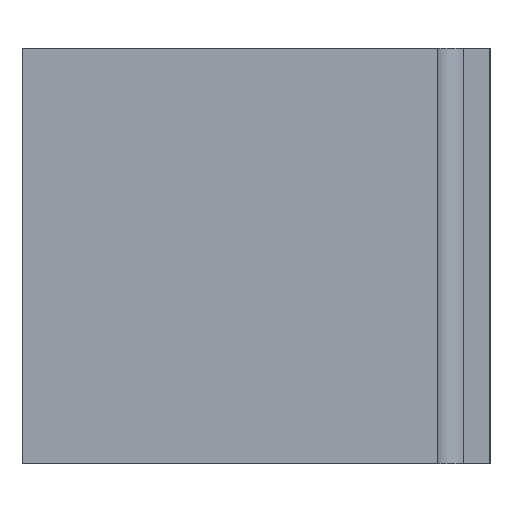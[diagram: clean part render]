
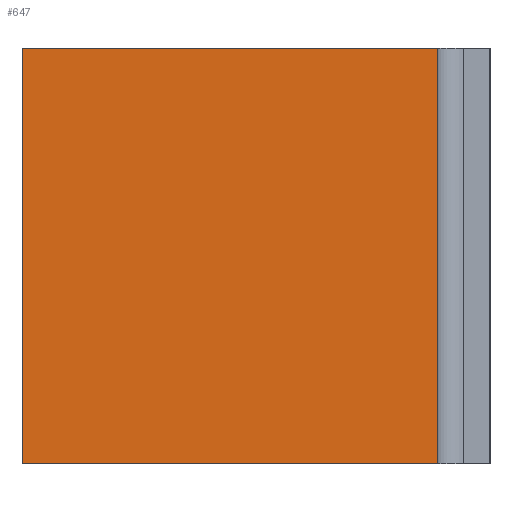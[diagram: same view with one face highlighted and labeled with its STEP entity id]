
A CAD part, left-side view. The second image highlights one B-rep face of the part: STEP entity #647.
In plain terms, the highlighted planar face has unit normal (-1, 0, 0).
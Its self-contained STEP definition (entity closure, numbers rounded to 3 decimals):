
#13 = VECTOR ( 'NONE', #627, 1000. ) ;
#34 = EDGE_CURVE ( 'NONE', #485, #716, #758, .T. ) ;
#52 = FACE_OUTER_BOUND ( 'NONE', #265, .T. ) ;
#54 = PLANE ( 'NONE',  #381 ) ;
#98 = ORIENTED_EDGE ( 'NONE', *, *, #631, .F. ) ;
#115 = CARTESIAN_POINT ( 'NONE',  ( -65., 17.9, -15.9 ) ) ;
#124 = DIRECTION ( 'NONE',  ( 0., -1., 0. ) ) ;
#164 = CARTESIAN_POINT ( 'NONE',  ( -65., 17.9, -15.9 ) ) ;
#167 = VERTEX_POINT ( 'NONE', #531 ) ;
#220 = VECTOR ( 'NONE', #742, 1000. ) ;
#226 = CARTESIAN_POINT ( 'NONE',  ( -65., -13.9, -15.9 ) ) ;
#255 = DIRECTION ( 'NONE',  ( 0., 0., -1. ) ) ;
#265 = EDGE_LOOP ( 'NONE', ( #573, #384, #98, #455 ) ) ;
#309 = LINE ( 'NONE', #806, #13 ) ;
#310 = CARTESIAN_POINT ( 'NONE',  ( -65., -13.9, 15.9 ) ) ;
#381 = AXIS2_PLACEMENT_3D ( 'NONE', #575, #644, #255 ) ;
#384 = ORIENTED_EDGE ( 'NONE', *, *, #34, .T. ) ;
#455 = ORIENTED_EDGE ( 'NONE', *, *, #511, .T. ) ;
#465 = LINE ( 'NONE', #115, #752 ) ;
#478 = VERTEX_POINT ( 'NONE', #164 ) ;
#485 = VERTEX_POINT ( 'NONE', #746 ) ;
#511 = EDGE_CURVE ( 'NONE', #167, #478, #309, .T. ) ;
#531 = CARTESIAN_POINT ( 'NONE',  ( -65., 17.9, 15.9 ) ) ;
#554 = VECTOR ( 'NONE', #124, 1000. ) ;
#573 = ORIENTED_EDGE ( 'NONE', *, *, #704, .T. ) ;
#575 = CARTESIAN_POINT ( 'NONE',  ( -65., 17.9, 15.9 ) ) ;
#627 = DIRECTION ( 'NONE',  ( 0., 0., -1. ) ) ;
#631 = EDGE_CURVE ( 'NONE', #167, #716, #713, .T. ) ;
#634 = DIRECTION ( 'NONE',  ( 0., -1., 0. ) ) ;
#639 = CARTESIAN_POINT ( 'NONE',  ( -65., 17.9, 15.9 ) ) ;
#644 = DIRECTION ( 'NONE',  ( 1., 0., 0. ) ) ;
#647 = ADVANCED_FACE ( 'NONE', ( #52 ), #54, .F. ) ;
#704 = EDGE_CURVE ( 'NONE', #478, #485, #465, .T. ) ;
#713 = LINE ( 'NONE', #639, #554 ) ;
#716 = VERTEX_POINT ( 'NONE', #310 ) ;
#742 = DIRECTION ( 'NONE',  ( 0., 0., 1. ) ) ;
#746 = CARTESIAN_POINT ( 'NONE',  ( -65., -13.9, -15.9 ) ) ;
#752 = VECTOR ( 'NONE', #634, 1000. ) ;
#758 = LINE ( 'NONE', #226, #220 ) ;
#806 = CARTESIAN_POINT ( 'NONE',  ( -65., 17.9, 15.9 ) ) ;
